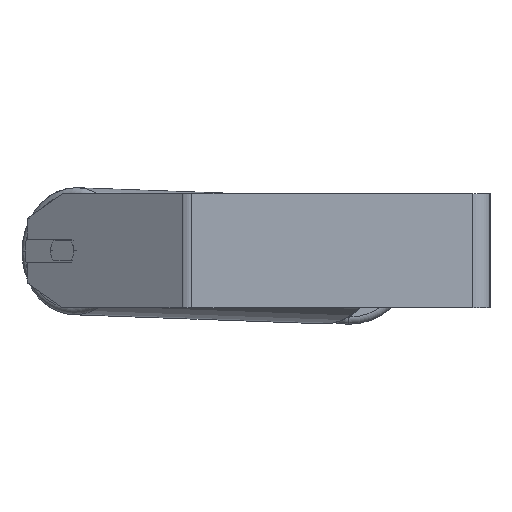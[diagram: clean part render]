
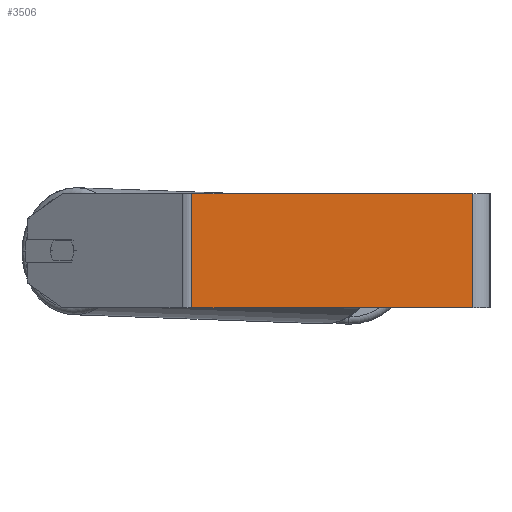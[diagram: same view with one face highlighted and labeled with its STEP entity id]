
A CAD part, left-side view. The second image highlights one B-rep face of the part: STEP entity #3506.
In plain terms, the highlighted planar face has unit normal (-1, 0, 0).
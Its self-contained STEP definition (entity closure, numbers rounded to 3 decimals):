
#67 = CARTESIAN_POINT ( 'NONE',  ( -525., 208.653, -40. ) ) ;
#175 = EDGE_CURVE ( 'NONE', #2246, #6110, #7977, .T. ) ;
#260 = VECTOR ( 'NONE', #2524, 1000. ) ;
#262 = CARTESIAN_POINT ( 'NONE',  ( -525., 208.653, 40. ) ) ;
#621 = CARTESIAN_POINT ( 'NONE',  ( -525., 12., 40. ) ) ;
#1196 = DIRECTION ( 'NONE',  ( 1., 0., 0. ) ) ;
#1862 = VERTEX_POINT ( 'NONE', #67 ) ;
#2010 = LINE ( 'NONE', #2485, #3772 ) ;
#2246 = VERTEX_POINT ( 'NONE', #621 ) ;
#2485 = CARTESIAN_POINT ( 'NONE',  ( -525., 212.436, 40. ) ) ;
#2524 = DIRECTION ( 'NONE',  ( 0., 0., -1. ) ) ;
#2588 = VECTOR ( 'NONE', #3388, 1000. ) ;
#2640 = DIRECTION ( 'NONE',  ( 0., 0., -1. ) ) ;
#3262 = CARTESIAN_POINT ( 'NONE',  ( -525., 208.653, 40. ) ) ;
#3305 = LINE ( 'NONE', #6015, #5629 ) ;
#3319 = FACE_OUTER_BOUND ( 'NONE', #7243, .T. ) ;
#3329 = ORIENTED_EDGE ( 'NONE', *, *, #6856, .T. ) ;
#3388 = DIRECTION ( 'NONE',  ( 0., 0., -1. ) ) ;
#3506 = ADVANCED_FACE ( 'NONE', ( #3319 ), #6676, .F. ) ;
#3772 = VECTOR ( 'NONE', #4722, 1000. ) ;
#4122 = DIRECTION ( 'NONE',  ( 0., -1., 0. ) ) ;
#4408 = AXIS2_PLACEMENT_3D ( 'NONE', #7194, #1196, #2640 ) ;
#4722 = DIRECTION ( 'NONE',  ( 0., -1., 0. ) ) ;
#5259 = ORIENTED_EDGE ( 'NONE', *, *, #6035, .F. ) ;
#5466 = EDGE_CURVE ( 'NONE', #7010, #1862, #7812, .T. ) ;
#5629 = VECTOR ( 'NONE', #4122, 1000. ) ;
#6015 = CARTESIAN_POINT ( 'NONE',  ( -525., 212.436, -40. ) ) ;
#6035 = EDGE_CURVE ( 'NONE', #7010, #2246, #2010, .T. ) ;
#6110 = VERTEX_POINT ( 'NONE', #6858 ) ;
#6593 = CARTESIAN_POINT ( 'NONE',  ( -525., 12., 40. ) ) ;
#6676 = PLANE ( 'NONE',  #4408 ) ;
#6856 = EDGE_CURVE ( 'NONE', #1862, #6110, #3305, .T. ) ;
#6858 = CARTESIAN_POINT ( 'NONE',  ( -525., 12., -40. ) ) ;
#7010 = VERTEX_POINT ( 'NONE', #262 ) ;
#7194 = CARTESIAN_POINT ( 'NONE',  ( -525., 212.436, 40. ) ) ;
#7243 = EDGE_LOOP ( 'NONE', ( #3329, #8032, #5259, #7301 ) ) ;
#7301 = ORIENTED_EDGE ( 'NONE', *, *, #5466, .T. ) ;
#7812 = LINE ( 'NONE', #3262, #2588 ) ;
#7977 = LINE ( 'NONE', #6593, #260 ) ;
#8032 = ORIENTED_EDGE ( 'NONE', *, *, #175, .F. ) ;
